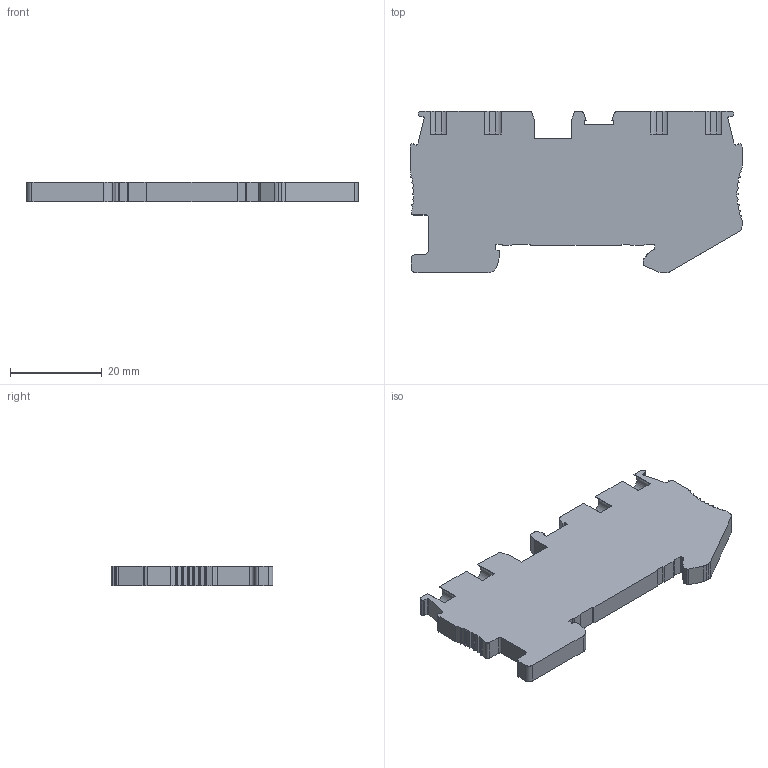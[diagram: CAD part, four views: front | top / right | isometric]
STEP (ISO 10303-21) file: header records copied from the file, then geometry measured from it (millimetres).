
FILE_DESCRIPTION((''),'2;1');
FILE_NAME('PRT0001','2021-06-10T',('Administrator'),(''),'PRO/ENGINEER BY PARAMETRIC TECHNOLOGY CORPORATION, 2013230','PRO/ENGINEER BY PARAMETRIC TECHNOLOGY CORPORATION, 2013230','');
FILE_SCHEMA(('AUTOMOTIVE_DESIGN { 1 0 10303 214 1 1 1 1 }'));
Length unit declared in the file: millimetre
Products named in the file (1): PRT0001
Bounding box: 72.2 x 35.2 x 4.2 mm (x, y, z)
Volume: 8463.6 mm3; surface area: 5533.3 mm2
Topology: 1 solids, 1 shells, 196 faces, 580 edges, 386 vertices
Faces by surface type: plane 123, cylinder 73
Entity records: 6628 total; most frequent: CARTESIAN_POINT 1164, ORIENTED_EDGE 1160, DIRECTION 1120, EDGE_CURVE 580, VECTOR 432, LINE 432, VERTEX_POINT 386, AXIS2_PLACEMENT_3D 344
